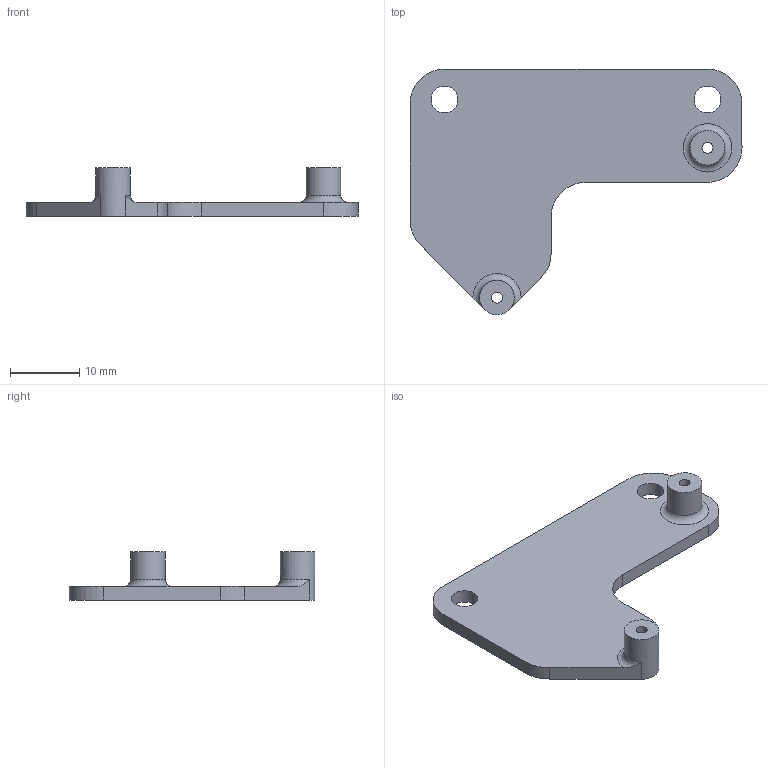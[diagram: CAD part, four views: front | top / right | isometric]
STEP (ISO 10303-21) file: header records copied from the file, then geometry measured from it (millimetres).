
FILE_DESCRIPTION(/* description */ (''),/* implementation_level */ '2;1');
FILE_NAME(/* name */ 'controller_mount.step',/* time_stamp */ '2020-11-03T09:12:28-08:00',/* author */ (''),/* organization */ (''),/* preprocessor_version */ 'ST-DEVELOPER v18.1',/* originating_system */ 'Autodesk Translation Framework v9.3.0.1241',/* authorisation */ '');
FILE_SCHEMA (('AUTOMOTIVE_DESIGN { 1 0 10303 214 3 1 1 }'));
Length unit declared in the file: millimetre
Products named in the file (1): TicBoardBracket
Bounding box: 48.1 x 35.6 x 7 mm (x, y, z)
Volume: 2284.3 mm3; surface area: 2663.3 mm2
Topology: 1 solids, 1 shells, 25 faces, 66 edges, 44 vertices
Faces by surface type: cylinder 12, plane 11, torus 2
Full cylindrical faces by diameter (mm): 1.6 x2, 3.9 x2, 5 x2
Entity records: 852 total; most frequent: DIRECTION 146, CARTESIAN_POINT 146, ORIENTED_EDGE 132, EDGE_CURVE 66, AXIS2_PLACEMENT_3D 56, VERTEX_POINT 44, LINE 34, VECTOR 34
